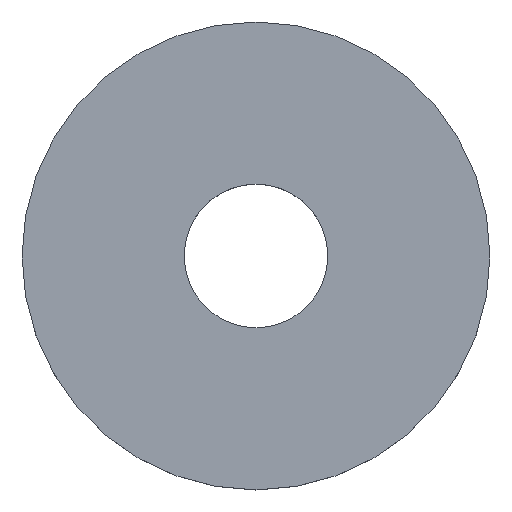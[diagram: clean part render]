
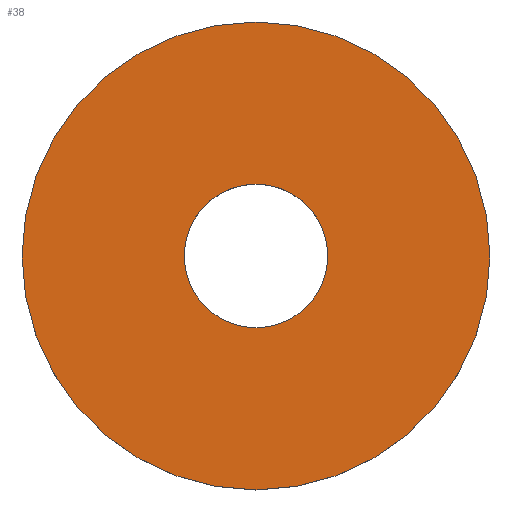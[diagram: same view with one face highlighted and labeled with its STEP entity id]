
A CAD part, top view. The second image highlights one B-rep face of the part: STEP entity #38.
In plain terms, the highlighted planar face has unit normal (0, 0, 1).
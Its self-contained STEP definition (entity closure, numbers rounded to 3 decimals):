
#4 = FACE_BOUND ( 'NONE', #57, .T. ) ;
#7 = CARTESIAN_POINT ( 'NONE',  ( 22., 0., 4. ) ) ;
#13 = VERTEX_POINT ( 'NONE', #61 ) ;
#21 = CIRCLE ( 'NONE', #117, 22. ) ;
#30 = DIRECTION ( 'NONE',  ( 1., 0., 0. ) ) ;
#38 = ADVANCED_FACE ( 'NONE', ( #155, #4 ), #46, .T. ) ;
#46 = PLANE ( 'NONE',  #106 ) ;
#51 = CARTESIAN_POINT ( 'NONE',  ( -6.75, 0., 4. ) ) ;
#57 = EDGE_LOOP ( 'NONE', ( #207, #76 ) ) ;
#61 = CARTESIAN_POINT ( 'NONE',  ( 6.75, 0., 4. ) ) ;
#64 = DIRECTION ( 'NONE',  ( 1., 0., 0. ) ) ;
#67 = DIRECTION ( 'NONE',  ( 0., 0., 1. ) ) ;
#73 = EDGE_CURVE ( 'NONE', #122, #174, #21, .T. ) ;
#76 = ORIENTED_EDGE ( 'NONE', *, *, #175, .F. ) ;
#77 = ORIENTED_EDGE ( 'NONE', *, *, #73, .T. ) ;
#83 = DIRECTION ( 'NONE',  ( 1., 0., 0. ) ) ;
#93 = ORIENTED_EDGE ( 'NONE', *, *, #201, .T. ) ;
#97 = CARTESIAN_POINT ( 'NONE',  ( -22., 0., 4. ) ) ;
#101 = DIRECTION ( 'NONE',  ( 0., 0., 1. ) ) ;
#102 = EDGE_CURVE ( 'NONE', #162, #13, #136, .T. ) ;
#106 = AXIS2_PLACEMENT_3D ( 'NONE', #181, #145, #184 ) ;
#108 = CIRCLE ( 'NONE', #172, 6.75 ) ;
#114 = CARTESIAN_POINT ( 'NONE',  ( 0., 0., 4. ) ) ;
#116 = CARTESIAN_POINT ( 'NONE',  ( 0., 0., 4. ) ) ;
#117 = AXIS2_PLACEMENT_3D ( 'NONE', #114, #147, #64 ) ;
#122 = VERTEX_POINT ( 'NONE', #7 ) ;
#135 = CARTESIAN_POINT ( 'NONE',  ( 0., 0., 4. ) ) ;
#136 = CIRCLE ( 'NONE', #166, 6.75 ) ;
#145 = DIRECTION ( 'NONE',  ( 0., 0., 1. ) ) ;
#147 = DIRECTION ( 'NONE',  ( 0., 0., 1. ) ) ;
#155 = FACE_OUTER_BOUND ( 'NONE', #209, .T. ) ;
#158 = CIRCLE ( 'NONE', #196, 22. ) ;
#162 = VERTEX_POINT ( 'NONE', #51 ) ;
#166 = AXIS2_PLACEMENT_3D ( 'NONE', #116, #67, #168 ) ;
#168 = DIRECTION ( 'NONE',  ( 1., 0., 0. ) ) ;
#169 = CARTESIAN_POINT ( 'NONE',  ( 0., 0., 4. ) ) ;
#172 = AXIS2_PLACEMENT_3D ( 'NONE', #169, #101, #83 ) ;
#174 = VERTEX_POINT ( 'NONE', #97 ) ;
#175 = EDGE_CURVE ( 'NONE', #13, #162, #108, .T. ) ;
#181 = CARTESIAN_POINT ( 'NONE',  ( 0., 0., 4. ) ) ;
#184 = DIRECTION ( 'NONE',  ( 1., 0., 0. ) ) ;
#196 = AXIS2_PLACEMENT_3D ( 'NONE', #135, #206, #30 ) ;
#201 = EDGE_CURVE ( 'NONE', #174, #122, #158, .T. ) ;
#206 = DIRECTION ( 'NONE',  ( 0., 0., 1. ) ) ;
#207 = ORIENTED_EDGE ( 'NONE', *, *, #102, .F. ) ;
#209 = EDGE_LOOP ( 'NONE', ( #93, #77 ) ) ;
